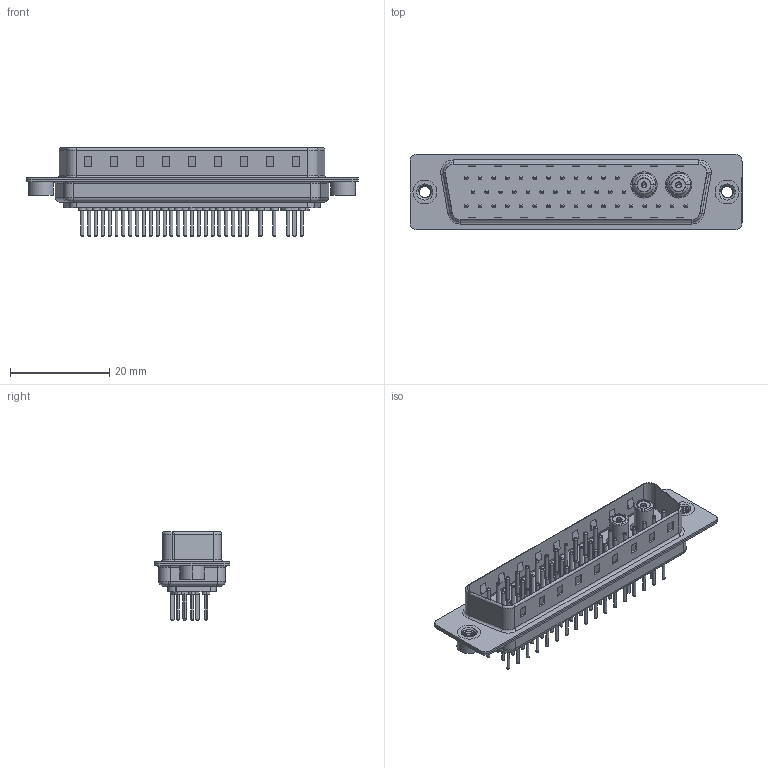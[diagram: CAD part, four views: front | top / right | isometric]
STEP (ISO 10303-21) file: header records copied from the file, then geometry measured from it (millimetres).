
FILE_DESCRIPTION (( 'STEP AP203' ), '1' );
FILE_NAME ('627-43W2224-7TA.STEP', '2019-06-20T01:36:38', ( '' ), ( '' ), 'SwSTEP 2.0', 'SolidWorks 2016', '' );
FILE_SCHEMA (( 'CONFIG_CONTROL_DESIGN' ));
Length unit declared in the file: millimetre
Products named in the file (14): Insulator Socket 2; Locking Collar; Socket_Str; 627Combo Housing_43W2; Co-Ax Jack Assy_St; 627Combo Shell Rear_50 Contacts; 627Combo Contact Row 1_24; 627Combo Shell Front_50 Contacts; 627Combo Contact Row 2_24; 627Combo Threaded Rivet_A; 627Combo Contact Row 3_24; Co-Ax Jack_Straight PC Tail; 627-43W2224-7TA; Insulator Socket
Assembly tree (53 placements, depth 3):
  627-43W2224-7TA
    627Combo Housing_43W2
    627Combo Shell Rear_50 Contacts
    627Combo Shell Front_50 Contacts
    627Combo Threaded Rivet_A  x2
    Co-Ax Jack Assy_St  x2
      Co-Ax Jack_Straight PC Tail
      Insulator Socket
      Insulator Socket 2
      Locking Collar
      Socket_Str
    627Combo Contact Row 1_24  x12
    627Combo Contact Row 2_24  x12
    627Combo Contact Row 3_24  x17
Bounding box: 67 x 15.3 x 17.9 mm (x, y, z)
Volume: 4571.3 mm3; surface area: 11542.9 mm2
Topology: 56 solids, 56 shells, 2149 faces, 4583 edges, 2778 vertices
Faces by surface type: cylinder 811, torus 714, plane 584, cone 26, bspline 10, sphere 4
Entity records: 31147 total; most frequent: CARTESIAN_POINT 6421, DIRECTION 5056, ORIENTED_EDGE 4268, EDGE_CURVE 2134, AXIS2_PLACEMENT_3D 2020, VERTEX_POINT 1364, EDGE_LOOP 1166, CIRCLE 1059
